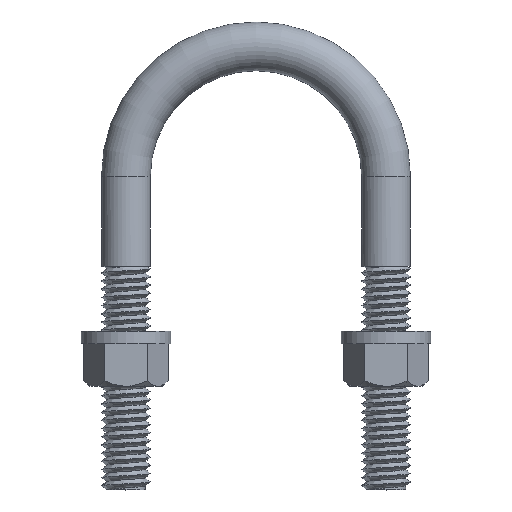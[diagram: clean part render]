
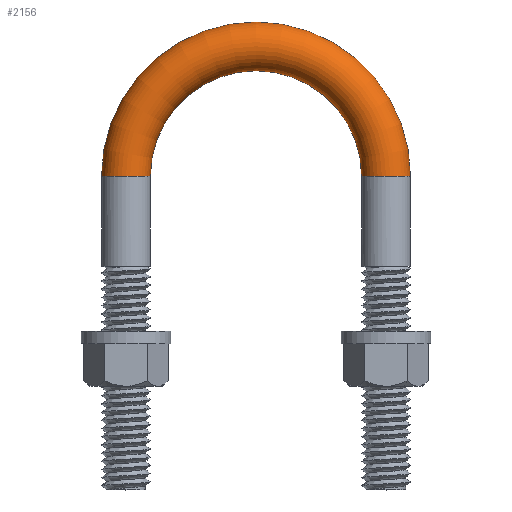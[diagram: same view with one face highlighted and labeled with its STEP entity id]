
A CAD part, top view. The second image highlights one B-rep face of the part: STEP entity #2156.
In plain terms, the highlighted toroidal (fillet/blend) face has major radius 25.4 mm and minor radius 4.763 mm.
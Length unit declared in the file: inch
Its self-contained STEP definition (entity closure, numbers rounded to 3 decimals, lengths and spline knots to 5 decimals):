
#76=TOROIDAL_SURFACE('',#2378,1.,0.1875);
#167=FACE_OUTER_BOUND('',#301,.T.);
#301=EDGE_LOOP('',(#1733,#1734,#1735,#1736,#1737,#1738,#1739));
#376=CIRCLE('',#2365,0.1875);
#377=CIRCLE('',#2366,0.1875);
#378=CIRCLE('',#2367,0.1875);
#382=CIRCLE('',#2376,0.1875);
#383=CIRCLE('',#2377,0.1875);
#384=CIRCLE('',#2379,0.8125);
#941=VERTEX_POINT('',#6826);
#942=VERTEX_POINT('',#6827);
#943=VERTEX_POINT('',#6830);
#949=VERTEX_POINT('',#8617);
#950=VERTEX_POINT('',#8618);
#1200=EDGE_CURVE('',#941,#942,#376,.T.);
#1202=EDGE_CURVE('',#942,#943,#377,.T.);
#1203=EDGE_CURVE('',#943,#941,#378,.T.);
#1214=EDGE_CURVE('',#949,#950,#382,.T.);
#1215=EDGE_CURVE('',#950,#949,#383,.T.);
#1217=EDGE_CURVE('',#950,#943,#384,.T.);
#1733=ORIENTED_EDGE('',*,*,#1214,.T.);
#1734=ORIENTED_EDGE('',*,*,#1217,.T.);
#1735=ORIENTED_EDGE('',*,*,#1202,.F.);
#1736=ORIENTED_EDGE('',*,*,#1200,.F.);
#1737=ORIENTED_EDGE('',*,*,#1203,.F.);
#1738=ORIENTED_EDGE('',*,*,#1217,.F.);
#1739=ORIENTED_EDGE('',*,*,#1215,.T.);
#2156=ADVANCED_FACE('',(#167),#76,.T.);
#2365=AXIS2_PLACEMENT_3D('',#6828,#2703,#2704);
#2366=AXIS2_PLACEMENT_3D('',#6831,#2706,#2707);
#2367=AXIS2_PLACEMENT_3D('',#6832,#2708,#2709);
#2376=AXIS2_PLACEMENT_3D('',#8619,#2728,#2729);
#2377=AXIS2_PLACEMENT_3D('',#8620,#2730,#2731);
#2378=AXIS2_PLACEMENT_3D('',#8622,#2733,#2734);
#2379=AXIS2_PLACEMENT_3D('',#8623,#2735,#2736);
#2703=DIRECTION('center_axis',(0.,-1.,0.));
#2704=DIRECTION('ref_axis',(1.,0.,0.));
#2706=DIRECTION('center_axis',(0.,-1.,0.));
#2707=DIRECTION('ref_axis',(1.,0.,0.));
#2708=DIRECTION('center_axis',(0.,-1.,0.));
#2709=DIRECTION('ref_axis',(1.,0.,0.));
#2728=DIRECTION('center_axis',(0.,1.,0.));
#2729=DIRECTION('ref_axis',(-1.,0.,0.));
#2730=DIRECTION('center_axis',(0.,1.,0.));
#2731=DIRECTION('ref_axis',(-1.,0.,0.));
#2733=DIRECTION('center_axis',(0.,0.,1.));
#2734=DIRECTION('ref_axis',(1.,0.,0.));
#2735=DIRECTION('center_axis',(0.,0.,-1.));
#2736=DIRECTION('ref_axis',(1.,0.,0.));
#6826=CARTESIAN_POINT('',(1.,0.,-0.1875));
#6827=CARTESIAN_POINT('',(1.1875,0.,0.));
#6828=CARTESIAN_POINT('Origin',(1.,0.,0.));
#6830=CARTESIAN_POINT('',(0.8125,0.,0.));
#6831=CARTESIAN_POINT('Origin',(1.,0.,0.));
#6832=CARTESIAN_POINT('Origin',(1.,0.,0.));
#8617=CARTESIAN_POINT('',(-1.1875,0.,0.));
#8618=CARTESIAN_POINT('',(-0.8125,0.,0.));
#8619=CARTESIAN_POINT('Origin',(-1.,0.,0.));
#8620=CARTESIAN_POINT('Origin',(-1.,0.,0.));
#8622=CARTESIAN_POINT('Origin',(0.,0.,0.));
#8623=CARTESIAN_POINT('Origin',(0.,0.,0.));
